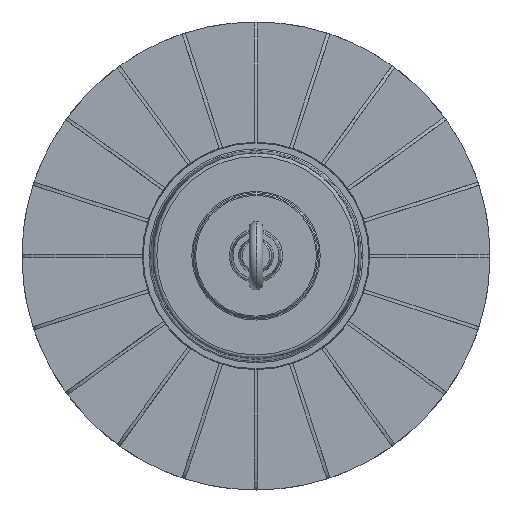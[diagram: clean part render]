
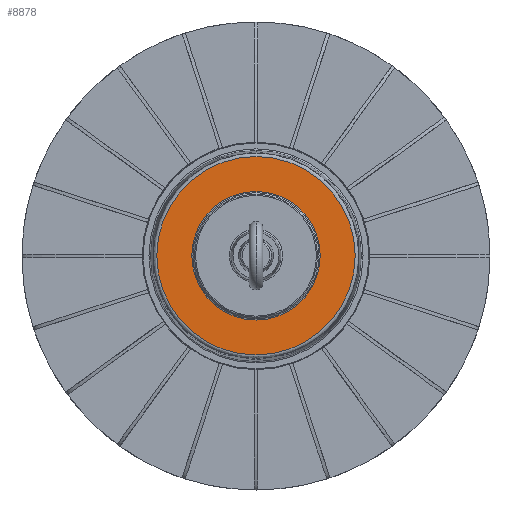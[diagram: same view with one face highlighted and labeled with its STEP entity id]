
A CAD part, top view. The second image highlights one B-rep face of the part: STEP entity #8878.
In plain terms, the highlighted conical face has half-angle 90 degrees and reference radius 38.41 mm.
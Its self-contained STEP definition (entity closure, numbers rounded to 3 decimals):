
#275 = FACE_BOUND ( 'NONE', #8088, .T. ) ;
#802 = CARTESIAN_POINT ( 'NONE',  ( 38.41, 0., -45.212 ) ) ;
#1847 = CARTESIAN_POINT ( 'NONE',  ( 59.295, 0., -45.212 ) ) ;
#2777 = ORIENTED_EDGE ( 'NONE', *, *, #7503, .F. ) ;
#3139 = DIRECTION ( 'NONE',  ( 1., 0., 0. ) ) ;
#3497 = VERTEX_POINT ( 'NONE', #802 ) ;
#3968 = CONICAL_SURFACE ( 'NONE', #6861, 38.41, 1.571 ) ;
#4900 = DIRECTION ( 'NONE',  ( 1., 0., 0. ) ) ;
#5908 = CARTESIAN_POINT ( 'NONE',  ( 0., 0., -45.212 ) ) ;
#6861 = AXIS2_PLACEMENT_3D ( 'NONE', #7303, #9334, #9453 ) ;
#7303 = CARTESIAN_POINT ( 'NONE',  ( 0., 0., -45.212 ) ) ;
#7503 = EDGE_CURVE ( 'NONE', #10413, #10413, #7821, .T. ) ;
#7522 = DIRECTION ( 'NONE',  ( 0., 0., -1. ) ) ;
#7821 = CIRCLE ( 'NONE', #9275, 59.295 ) ;
#8088 = EDGE_LOOP ( 'NONE', ( #10448 ) ) ;
#8155 = FACE_OUTER_BOUND ( 'NONE', #8436, .T. ) ;
#8436 = EDGE_LOOP ( 'NONE', ( #2777 ) ) ;
#8878 = ADVANCED_FACE ( 'NONE', ( #8155, #275 ), #3968, .F. ) ;
#9221 = CARTESIAN_POINT ( 'NONE',  ( 0., 0., -45.212 ) ) ;
#9275 = AXIS2_PLACEMENT_3D ( 'NONE', #5908, #10164, #3139 ) ;
#9334 = DIRECTION ( 'NONE',  ( 0., 0., 1. ) ) ;
#9453 = DIRECTION ( 'NONE',  ( -1., 0., 0. ) ) ;
#9835 = AXIS2_PLACEMENT_3D ( 'NONE', #9221, #7522, #4900 ) ;
#10019 = CIRCLE ( 'NONE', #9835, 38.41 ) ;
#10164 = DIRECTION ( 'NONE',  ( 0., 0., -1. ) ) ;
#10413 = VERTEX_POINT ( 'NONE', #1847 ) ;
#10448 = ORIENTED_EDGE ( 'NONE', *, *, #10902, .T. ) ;
#10902 = EDGE_CURVE ( 'NONE', #3497, #3497, #10019, .T. ) ;
